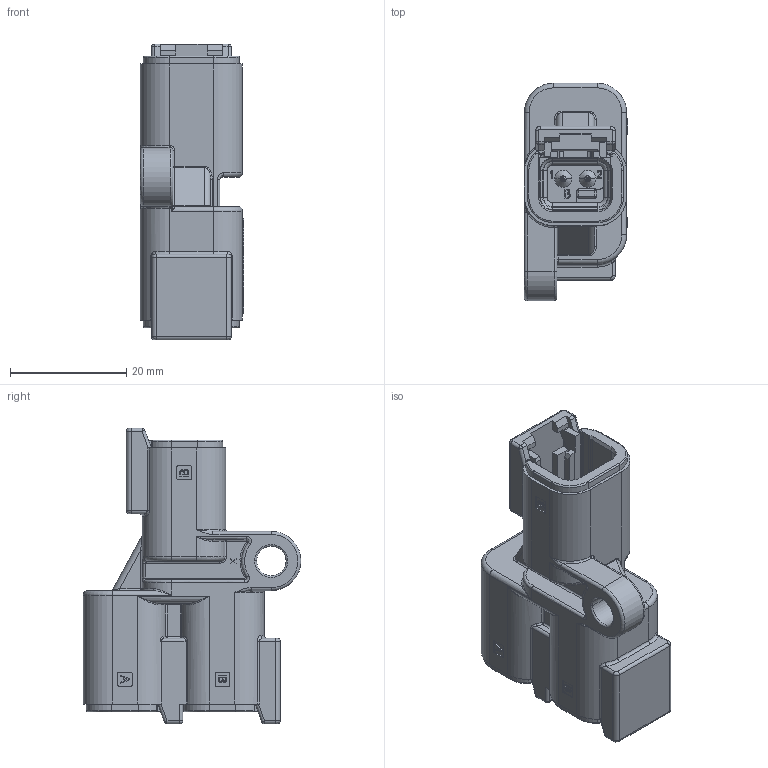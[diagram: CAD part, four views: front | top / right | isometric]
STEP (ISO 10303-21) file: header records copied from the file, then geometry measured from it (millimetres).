
FILE_DESCRIPTION((''),'2;1');
FILE_NAME('26-54230-02P-P007','2019-09-25T',('Administrator'),(''),'PRO/ENGINEER BY PARAMETRIC TECHNOLOGY CORPORATION, 2016360','PRO/ENGINEER BY PARAMETRIC TECHNOLOGY CORPORATION, 2016360','');
FILE_SCHEMA(('CONFIG_CONTROL_DESIGN'));
Products named in the file (1): 26-54230-02P-P007
Bounding box: 17.75 x 37.4 x 50.8 mm (x, y, z)
Volume: 11362.1 mm3; surface area: 8904.7 mm2
Topology: 1 solids, 2 shells, 1693 faces, 4302 edges, 2668 vertices
Faces by surface type: plane 661, cylinder 365, extrusion 338, torus 125, bspline 95, cone 63, sphere 42, revolution 4
Entity records: 62323 total; most frequent: CARTESIAN_POINT 23108, ORIENTED_EDGE 8580, DIRECTION 7211, EDGE_CURVE 4290, VECTOR 2725, VERTEX_POINT 2668, LINE 2387, AXIS2_PLACEMENT_3D 2241
